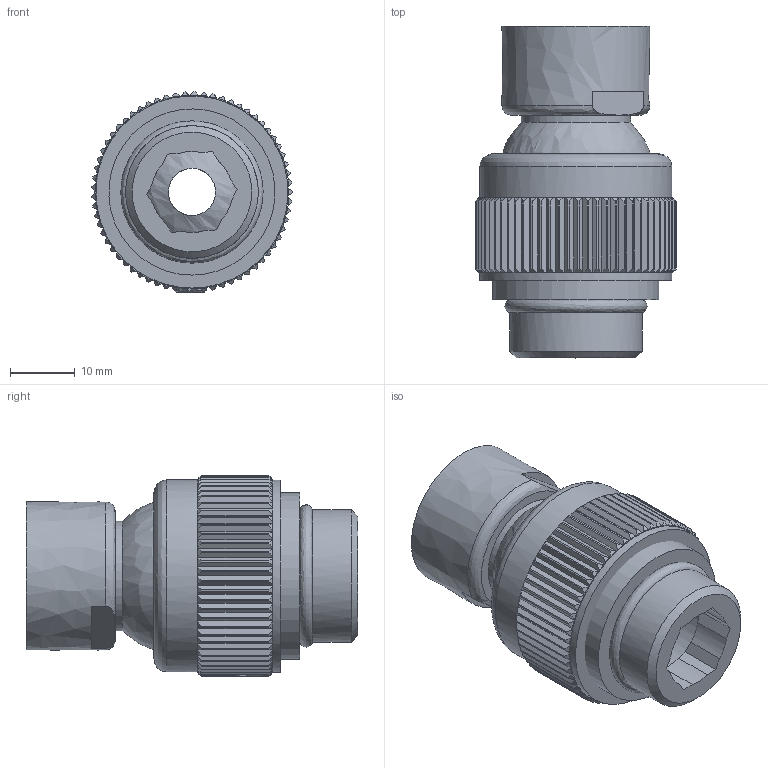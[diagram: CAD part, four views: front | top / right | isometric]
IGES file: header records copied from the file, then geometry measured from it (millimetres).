
Global section: file name: V987 Assembly; native system: Autodesk Inventor 2020; preprocessor: unknown; author: zprint; date: 20221028.110606; units: inch
Bounding box: 30.99 x 51.31 x 31 mm (x, y, z)
Volume: 15876.6 mm3; surface area: 13502.8 mm2
Topology: 7 solids, 7 shells, 533 faces, 1301 edges, 781 vertices
Faces by surface type: bspline 533
